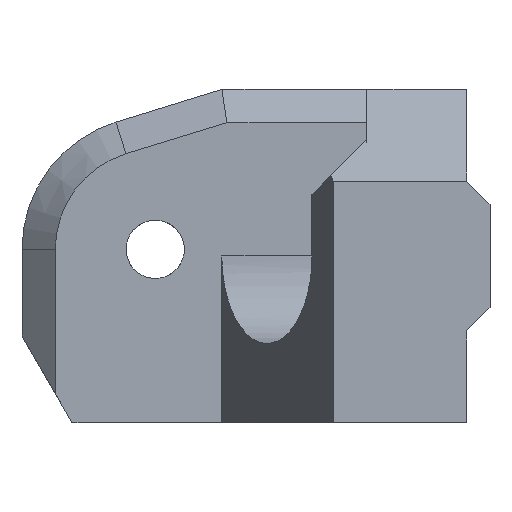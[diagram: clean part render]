
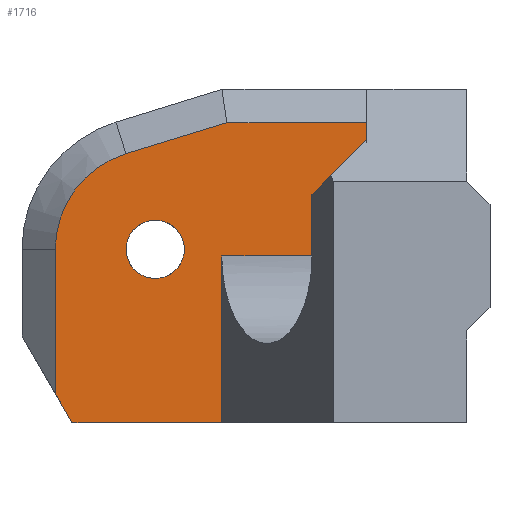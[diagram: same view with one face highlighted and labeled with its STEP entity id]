
A CAD part, front view. The second image highlights one B-rep face of the part: STEP entity #1716.
In plain terms, the highlighted planar face has unit normal (0, -1, 0).
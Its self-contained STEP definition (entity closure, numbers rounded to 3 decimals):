
#19=FACE_BOUND('',#181,.T.);
#38=CIRCLE('',#1840,6.);
#39=CIRCLE('',#1843,1.75);
#40=CIRCLE('',#1844,1.75);
#83=FACE_OUTER_BOUND('',#180,.T.);
#180=EDGE_LOOP('',(#1237,#1238,#1239,#1240,#1241,#1242,#1243,#1244,#1245));
#181=EDGE_LOOP('',(#1246,#1247));
#306=LINE('',#2490,#530);
#335=LINE('',#2553,#559);
#339=LINE('',#2561,#563);
#344=LINE('',#2573,#568);
#345=LINE('',#2576,#569);
#346=LINE('',#2577,#570);
#347=LINE('',#2579,#571);
#348=LINE('',#2580,#572);
#530=VECTOR('',#2001,10.);
#559=VECTOR('',#2056,10.);
#563=VECTOR('',#2062,10.);
#568=VECTOR('',#2075,10.);
#569=VECTOR('',#2078,10.);
#570=VECTOR('',#2079,10.);
#571=VECTOR('',#2080,10.);
#572=VECTOR('',#2081,10.);
#751=VERTEX_POINT('',#2487);
#752=VERTEX_POINT('',#2489);
#772=VERTEX_POINT('',#2551);
#773=VERTEX_POINT('',#2552);
#775=VERTEX_POINT('',#2558);
#776=VERTEX_POINT('',#2560);
#778=VERTEX_POINT('',#2566);
#780=VERTEX_POINT('',#2575);
#781=VERTEX_POINT('',#2578);
#782=VERTEX_POINT('',#2581);
#783=VERTEX_POINT('',#2582);
#919=EDGE_CURVE('',#752,#751,#306,.T.);
#951=EDGE_CURVE('',#772,#773,#335,.T.);
#955=EDGE_CURVE('',#775,#776,#339,.T.);
#960=EDGE_CURVE('',#776,#778,#38,.T.);
#962=EDGE_CURVE('',#778,#772,#344,.T.);
#963=EDGE_CURVE('',#780,#775,#345,.T.);
#964=EDGE_CURVE('',#752,#780,#346,.T.);
#965=EDGE_CURVE('',#781,#751,#347,.T.);
#966=EDGE_CURVE('',#781,#773,#348,.T.);
#967=EDGE_CURVE('',#782,#783,#39,.T.);
#968=EDGE_CURVE('',#783,#782,#40,.T.);
#1237=ORIENTED_EDGE('',*,*,#951,.F.);
#1238=ORIENTED_EDGE('',*,*,#962,.F.);
#1239=ORIENTED_EDGE('',*,*,#960,.F.);
#1240=ORIENTED_EDGE('',*,*,#955,.F.);
#1241=ORIENTED_EDGE('',*,*,#963,.F.);
#1242=ORIENTED_EDGE('',*,*,#964,.F.);
#1243=ORIENTED_EDGE('',*,*,#919,.T.);
#1244=ORIENTED_EDGE('',*,*,#965,.F.);
#1245=ORIENTED_EDGE('',*,*,#966,.T.);
#1246=ORIENTED_EDGE('',*,*,#967,.F.);
#1247=ORIENTED_EDGE('',*,*,#968,.F.);
#1626=PLANE('',#1842);
#1716=ADVANCED_FACE('',(#83,#19),#1626,.F.);
#1840=AXIS2_PLACEMENT_3D('',#2570,#2070,#2071);
#1842=AXIS2_PLACEMENT_3D('',#2574,#2076,#2077);
#1843=AXIS2_PLACEMENT_3D('',#2583,#2082,#2083);
#1844=AXIS2_PLACEMENT_3D('',#2584,#2084,#2085);
#2001=DIRECTION('',(0.,0.,1.));
#2056=DIRECTION('',(1.,0.,0.));
#2062=DIRECTION('',(0.,0.,1.));
#2070=DIRECTION('center_axis',(0.,1.,0.));
#2071=DIRECTION('ref_axis',(-1.,0.,0.));
#2075=DIRECTION('',(0.956,0.,0.294));
#2076=DIRECTION('center_axis',(0.,1.,0.));
#2077=DIRECTION('ref_axis',(1.,0.,0.));
#2078=DIRECTION('',(-0.5,0.,0.866));
#2079=DIRECTION('',(-1.,0.,0.));
#2080=DIRECTION('',(-1.,0.,0.));
#2081=DIRECTION('',(0.,0.,1.));
#2082=DIRECTION('center_axis',(0.,-1.,0.));
#2083=DIRECTION('ref_axis',(1.,0.,0.));
#2084=DIRECTION('center_axis',(0.,-1.,0.));
#2085=DIRECTION('ref_axis',(1.,0.,0.));
#2487=CARTESIAN_POINT('',(4.,0.,-0.4));
#2489=CARTESIAN_POINT('',(4.,0.,-10.4));
#2490=CARTESIAN_POINT('',(4.,0.,-5.4));
#2551=CARTESIAN_POINT('',(4.301,0.,7.6));
#2552=CARTESIAN_POINT('',(12.7,0.,7.6));
#2553=CARTESIAN_POINT('',(4.675,0.,7.6));
#2558=CARTESIAN_POINT('',(-6.,0.,-8.668));
#2560=CARTESIAN_POINT('',(-6.,0.,0.));
#2561=CARTESIAN_POINT('',(-6.,0.,-2.802));
#2566=CARTESIAN_POINT('',(-1.764,0.,5.735));
#2570=CARTESIAN_POINT('Origin',(0.,0.,0.));
#2573=CARTESIAN_POINT('',(0.624,0.,6.469));
#2574=CARTESIAN_POINT('Origin',(5.35,0.,-0.4));
#2575=CARTESIAN_POINT('',(-5.,0.,-10.4));
#2576=CARTESIAN_POINT('',(-5.,0.,-10.4));
#2577=CARTESIAN_POINT('',(18.7,0.,-10.4));
#2578=CARTESIAN_POINT('',(12.7,0.,-0.4));
#2579=CARTESIAN_POINT('',(12.7,0.,-0.4));
#2580=CARTESIAN_POINT('',(12.7,0.,-10.4));
#2581=CARTESIAN_POINT('',(-1.704,0.,-0.4));
#2582=CARTESIAN_POINT('',(-1.75,0.,0.));
#2583=CARTESIAN_POINT('Origin',(0.,0.,0.));
#2584=CARTESIAN_POINT('Origin',(0.,0.,0.));
